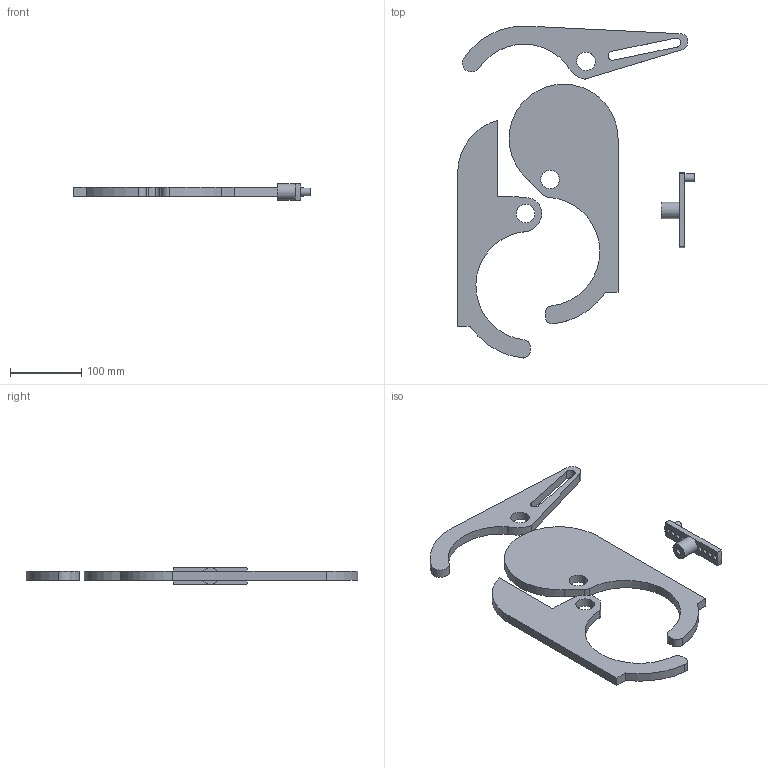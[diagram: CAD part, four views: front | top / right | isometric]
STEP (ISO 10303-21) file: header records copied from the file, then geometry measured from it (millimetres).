
FILE_DESCRIPTION(/* description */ (''),/* implementation_level */ '2;1');
FILE_NAME(/* name */ 'Second Try Wiper Motor Ventilator v1.step',/* time_stamp */ '2020-03-18T08:58:21-05:00',/* author */ (''),/* organization */ (''),/* preprocessor_version */ 'ST-DEVELOPER v18',/* originating_system */ 'Autodesk Translation Framework v8.12.0.6',/* authorisation */ '');
FILE_SCHEMA (('AUTOMOTIVE_DESIGN { 1 0 10303 214 3 1 1 }'));
Length unit declared in the file: millimetre
Products named in the file (2): Second Try Wiper Motor Ventilator; second try
Assembly tree (1 placements, depth 2):
  Second Try Wiper Motor Ventilator
    second try
Bounding box: 331.02 x 464.55 x 23.23 mm (x, y, z)
Volume: 707414.5 mm3; surface area: 158194.7 mm2
Topology: 5 solids, 5 shells, 71 faces, 181 edges, 122 vertices
Faces by surface type: cylinder 40, plane 29, cone 1, torus 1
Full cylindrical faces by diameter (mm): 6.5 x9, 8 x1, 11 x1, 19 x1, 23 x1, 26 x3
Entity records: 2301 total; most frequent: DIRECTION 418, CARTESIAN_POINT 377, ORIENTED_EDGE 362, EDGE_CURVE 181, AXIS2_PLACEMENT_3D 163, VERTEX_POINT 122, EDGE_LOOP 101, LINE 92
